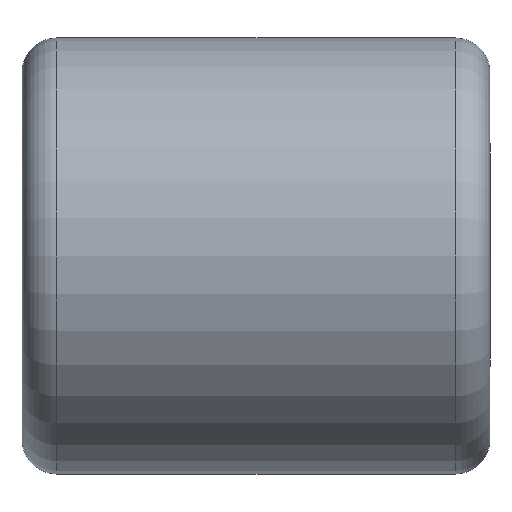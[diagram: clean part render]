
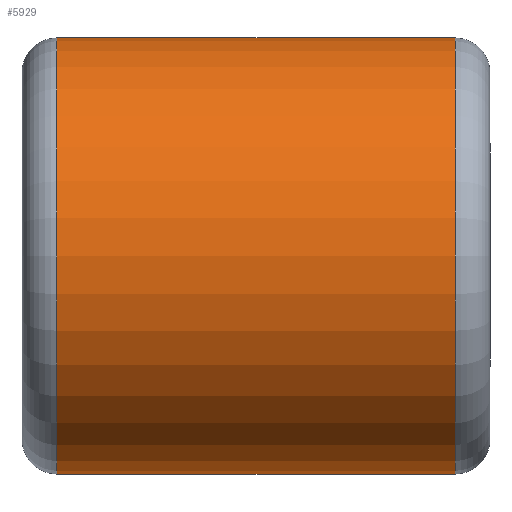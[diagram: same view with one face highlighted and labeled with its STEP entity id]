
A CAD part, front view. The second image highlights one B-rep face of the part: STEP entity #5929.
In plain terms, the highlighted cylindrical face has radius 41 mm (diameter 82 mm), a partial arc.
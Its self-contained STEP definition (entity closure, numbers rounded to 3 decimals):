
#9 = CARTESIAN_POINT ( 'NONE',  ( -57.637, 0., 332.987 ) ) ;
#140 = VERTEX_POINT ( 'NONE', #5410 ) ;
#659 = VECTOR ( 'NONE', #2228, 1000. ) ;
#691 = EDGE_LOOP ( 'NONE', ( #3271, #1977, #3429, #3939 ) ) ;
#816 = AXIS2_PLACEMENT_3D ( 'NONE', #2057, #1522, #4026 ) ;
#943 = CIRCLE ( 'NONE', #4843, 41. ) ;
#1288 = DIRECTION ( 'NONE',  ( 0., 0., 1. ) ) ;
#1522 = DIRECTION ( 'NONE',  ( -1., 0., 0. ) ) ;
#1741 = LINE ( 'NONE', #9, #659 ) ;
#1920 = DIRECTION ( 'NONE',  ( 0., 0., -1. ) ) ;
#1977 = ORIENTED_EDGE ( 'NONE', *, *, #4311, .T. ) ;
#2057 = CARTESIAN_POINT ( 'NONE',  ( -57.637, 0., 291.987 ) ) ;
#2142 = LINE ( 'NONE', #3645, #4728 ) ;
#2228 = DIRECTION ( 'NONE',  ( -1., 0., 0. ) ) ;
#2659 = CARTESIAN_POINT ( 'NONE',  ( -37.5, 0., 332.987 ) ) ;
#2854 = DIRECTION ( 'NONE',  ( -1., 0., 0. ) ) ;
#2939 = EDGE_CURVE ( 'NONE', #5133, #140, #6129, .T. ) ;
#2945 = CARTESIAN_POINT ( 'NONE',  ( 37.5, 0., 250.987 ) ) ;
#3271 = ORIENTED_EDGE ( 'NONE', *, *, #3928, .F. ) ;
#3349 = AXIS2_PLACEMENT_3D ( 'NONE', #4484, #5418, #1920 ) ;
#3429 = ORIENTED_EDGE ( 'NONE', *, *, #3581, .T. ) ;
#3431 = FACE_OUTER_BOUND ( 'NONE', #691, .T. ) ;
#3581 = EDGE_CURVE ( 'NONE', #3639, #5133, #1741, .T. ) ;
#3639 = VERTEX_POINT ( 'NONE', #6070 ) ;
#3645 = CARTESIAN_POINT ( 'NONE',  ( -57.637, 0., 250.987 ) ) ;
#3854 = VERTEX_POINT ( 'NONE', #2945 ) ;
#3928 = EDGE_CURVE ( 'NONE', #3854, #140, #2142, .T. ) ;
#3939 = ORIENTED_EDGE ( 'NONE', *, *, #2939, .T. ) ;
#4026 = DIRECTION ( 'NONE',  ( 0., 0., 1. ) ) ;
#4311 = EDGE_CURVE ( 'NONE', #3854, #3639, #943, .T. ) ;
#4484 = CARTESIAN_POINT ( 'NONE',  ( -37.5, 0., 291.987 ) ) ;
#4640 = DIRECTION ( 'NONE',  ( -1., 0., 0. ) ) ;
#4728 = VECTOR ( 'NONE', #4640, 1000. ) ;
#4843 = AXIS2_PLACEMENT_3D ( 'NONE', #5789, #2854, #1288 ) ;
#5133 = VERTEX_POINT ( 'NONE', #2659 ) ;
#5382 = CYLINDRICAL_SURFACE ( 'NONE', #816, 41. ) ;
#5410 = CARTESIAN_POINT ( 'NONE',  ( -37.5, 0., 250.987 ) ) ;
#5418 = DIRECTION ( 'NONE',  ( 1., 0., 0. ) ) ;
#5789 = CARTESIAN_POINT ( 'NONE',  ( 37.5, 0., 291.987 ) ) ;
#5929 = ADVANCED_FACE ( 'NONE', ( #3431 ), #5382, .T. ) ;
#6070 = CARTESIAN_POINT ( 'NONE',  ( 37.5, 0., 332.987 ) ) ;
#6129 = CIRCLE ( 'NONE', #3349, 41. ) ;
